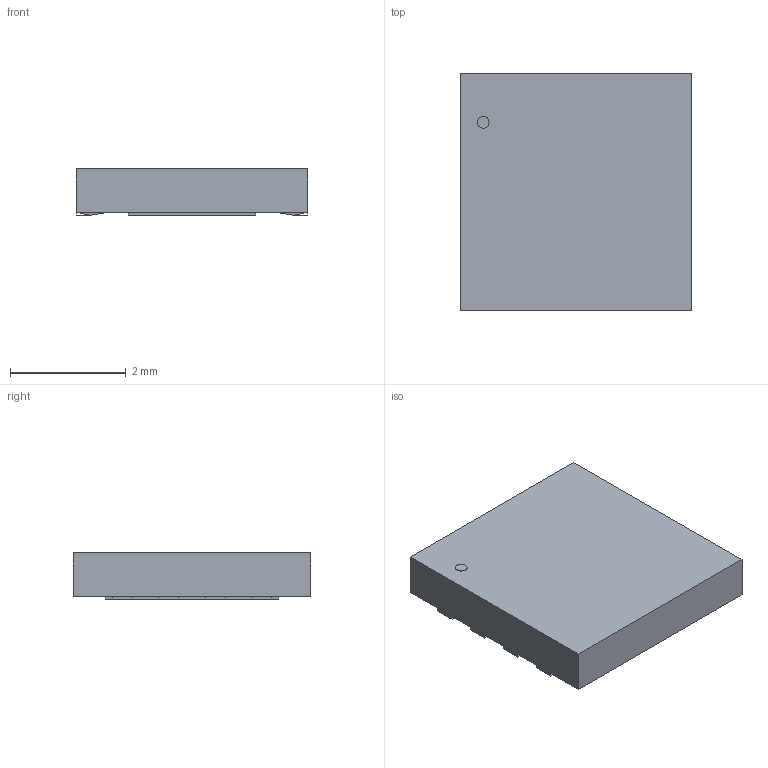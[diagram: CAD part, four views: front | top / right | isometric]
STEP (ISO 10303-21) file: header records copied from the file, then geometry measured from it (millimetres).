
FILE_DESCRIPTION(('STEP AP214'),'1');
FILE_NAME('DRJ8_3X2P2','2021-09-15T05:33:07',(''),(''),'','','');
FILE_SCHEMA(('AUTOMOTIVE_DESIGN'));
Length unit declared in the file: millimetre
Products named in the file (1): product
Bounding box: 4 x 4.1 x 0.8 mm (x, y, z)
Volume: 12.7 mm3; surface area: 62.8 mm2
Topology: 11 solids, 11 shells, 79 faces, 147 edges, 82 vertices
Faces by surface type: plane 78, cylinder 1
Full cylindrical faces by diameter (mm): 0.2 x1
Entity records: 1920 total; most frequent: ORIENTED_EDGE 340, DIRECTION 310, CARTESIAN_POINT 181, EDGE_CURVE 146, LINE 144, VECTOR 144, VERTEX_POINT 98, AXIS2_PLACEMENT_3D 83
